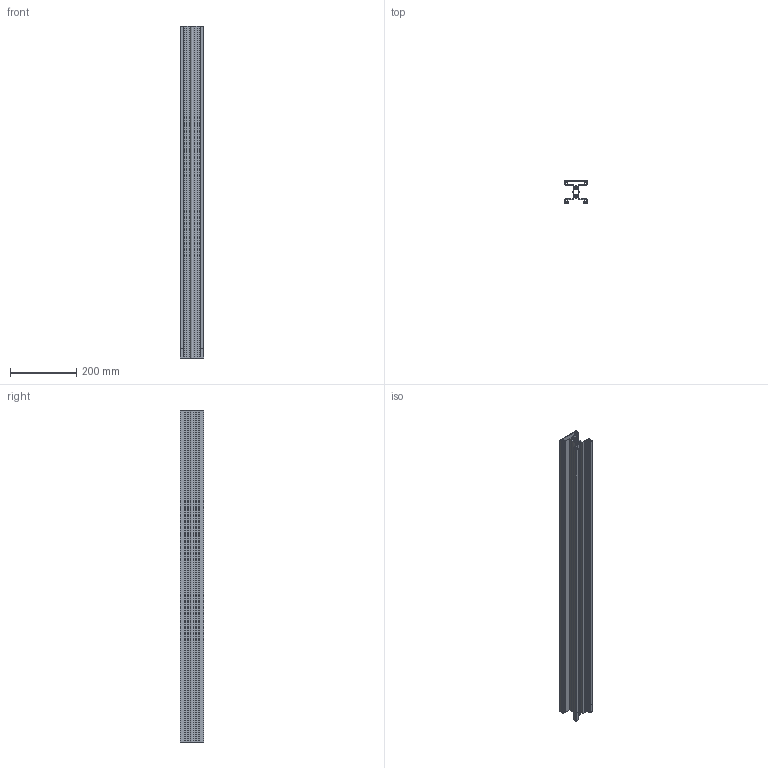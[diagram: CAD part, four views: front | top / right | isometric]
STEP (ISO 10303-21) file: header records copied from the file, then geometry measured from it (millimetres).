
FILE_DESCRIPTION (( 'STEP AP214' ), '1' );
FILE_NAME ('FG_FP70x70-6000.STEP', '2024-11-06T09:31:54', ( '' ), ( '' ), 'SwSTEP 2.0', 'SolidWorks 2019', '' );
FILE_SCHEMA (( 'AUTOMOTIVE_DESIGN' ));
Length unit declared in the file: millimetre
Products named in the file (1): FG_FP70x70-6000
Bounding box: 70 x 70 x 1000 mm (x, y, z)
Volume: 656342.4 mm3; surface area: 851578.1 mm2
Topology: 1 solids, 1 shells, 406 faces, 1212 edges, 808 vertices
Faces by surface type: cylinder 253, plane 153
Entity records: 13937 total; most frequent: DIRECTION 2532, CARTESIAN_POINT 2427, ORIENTED_EDGE 2424, EDGE_CURVE 1212, AXIS2_PLACEMENT_3D 913, VERTEX_POINT 808, LINE 706, VECTOR 706
